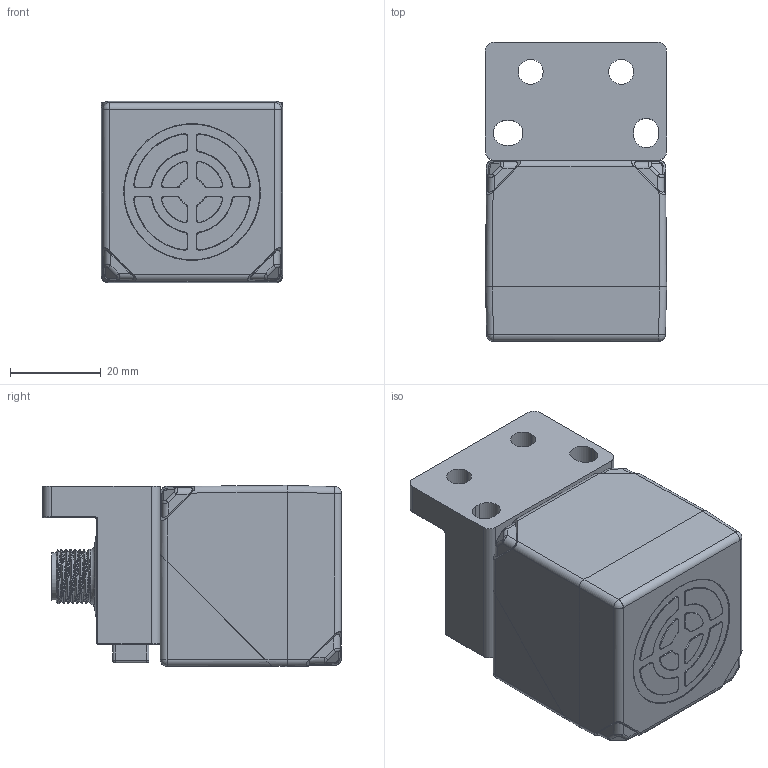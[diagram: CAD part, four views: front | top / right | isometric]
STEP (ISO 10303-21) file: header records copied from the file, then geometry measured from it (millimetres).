
FILE_DESCRIPTION(/* description */ (''),/* implementation_level */ '2;1');
FILE_NAME(/* name */ 'C40H_市场.stp',/* time_stamp */ '2025-12-25T14:05:25+08:00',/* author */ (''),/* organization */ (''),/* preprocessor_version */ 'ST-DEVELOPER v20',/* originating_system */ 'SIEMENS PLM Software NX2412.5001',/* authorisation */ '');
FILE_SCHEMA (('AP203_CONFIGURATION_CONTROLLED_3D_DESIGN_OF_MECHANICAL_PARTS_AND_ASSEMBLIES_MIM_LF { 1 0 10303 403 2 1 2}'));
Products named in the file (1): C40H_stp_objects
Bounding box: 40.01 x 66 x 40 mm (x, y, z)
Volume: 63197.9 mm3; surface area: 36578.5 mm2
Topology: 15 solids, 15 shells, 1863 faces, 4930 edges, 3156 vertices
Faces by surface type: plane 838, cylinder 639, cone 126, bspline 121, torus 120, sphere 19
Full cylindrical faces by diameter (mm): 1 x7, 1.12 x2, 1.5 x3, 1.75 x4, 1.82 x3, 2.3 x4, 5.8 x1, 6 x1, 6.4 x1, 8 x1, 9.5 x1, 9.8 x1, 10.5 x1, 10.9 x1, 11 x1, 11.6 x2, 14 x1, 14.5 x3, 17.6 x2, 18 x1, 21.8 x1, 22 x1, 22.5 x1
Entity records: 72352 total; most frequent: CARTESIAN_POINT 25260, ORIENTED_EDGE 9632, DIRECTION 8123, EDGE_CURVE 4816, VERTEX_POINT 3134, AXIS2_PLACEMENT_3D 2971, LINE 2181, VECTOR 2181
